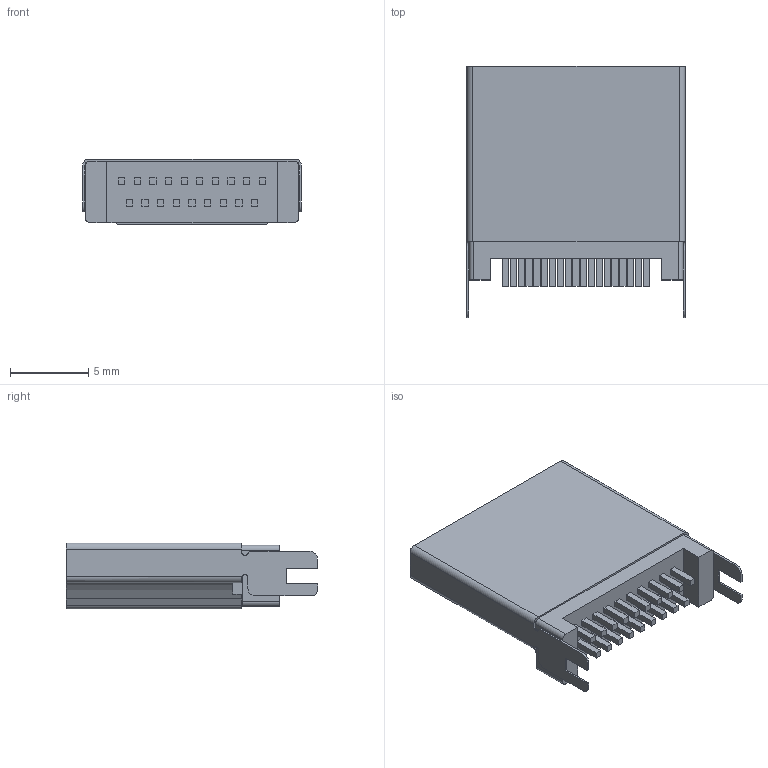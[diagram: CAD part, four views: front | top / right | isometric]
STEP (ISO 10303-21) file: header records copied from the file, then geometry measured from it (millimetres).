
FILE_DESCRIPTION(/* description */ (''),/* implementation_level */ '2;1');
FILE_NAME(/* name */ 'HDMI-PE10-19-LF.step',/* time_stamp */ '2019-10-31T10:26:14+01:00',/* author */ (''),/* organization */ (''),/* preprocessor_version */ 'ST-DEVELOPER v18',/* originating_system */ 'Autodesk Translation Framework v8.9.1.1155',/* authorisation */ '');
FILE_SCHEMA (('AUTOMOTIVE_DESIGN { 1 0 10303 214 3 1 1 }'));
Length unit declared in the file: millimetre
Products named in the file (1): HDMI_male_conn
Bounding box: 13.97 x 16.05 x 4.21 mm (x, y, z)
Volume: 475.9 mm3; surface area: 2057.1 mm2
Topology: 40 solids, 40 shells, 798 faces, 2151 edges, 1434 vertices
Faces by surface type: plane 571, cylinder 218, bspline 9
Entity records: 25163 total; most frequent: CARTESIAN_POINT 4612, ORIENTED_EDGE 4302, DIRECTION 4150, EDGE_CURVE 2151, LINE 1688, VECTOR 1688, VERTEX_POINT 1434, AXIS2_PLACEMENT_3D 1231
